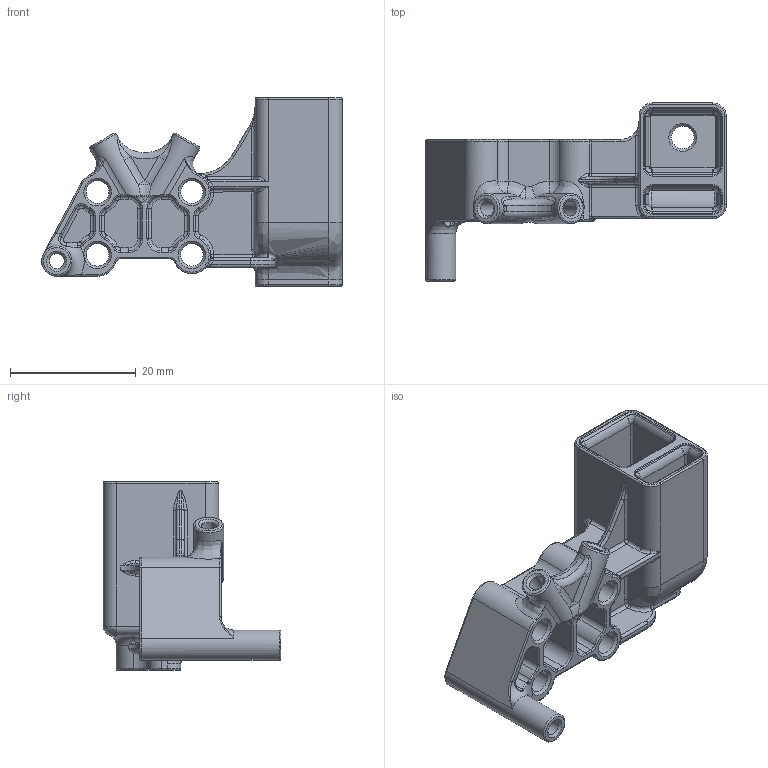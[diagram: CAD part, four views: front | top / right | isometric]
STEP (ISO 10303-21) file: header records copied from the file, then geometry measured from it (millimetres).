
FILE_DESCRIPTION(/* description */ (''),/* implementation_level */ '2;1');
FILE_NAME(/* name */ 'MP_DooKi3_SLM_Z_MGN9C_Rear_V4.step',/* time_stamp */ '2024-09-06T13:30:51-04:00',/* author */ (''),/* organization */ (''),/* preprocessor_version */ 'ST-DEVELOPER v20',/* originating_system */ 'Autodesk Translation Framework v13.14.0.145',/* authorisation */ '');
FILE_SCHEMA (('AUTOMOTIVE_DESIGN { 1 0 10303 214 3 1 1 }'));
Length unit declared in the file: millimetre
Products named in the file (1): MP_DooKi3_SLM_Z_MGN9C_Rear_V4
Bounding box: 47.85 x 28.29 x 30 mm (x, y, z)
Volume: 6675.8 mm3; surface area: 7931 mm2
Topology: 1 solids, 1 shells, 699 faces, 1650 edges, 935 vertices
Faces by surface type: cylinder 237, bspline 183, torus 147, plane 90, cone 26, sphere 16
Full cylindrical faces by diameter (mm): 2.4 x3, 3.6 x5, 4.8 x3
Entity records: 25673 total; most frequent: CARTESIAN_POINT 10263, ORIENTED_EDGE 3262, DIRECTION 3247, EDGE_CURVE 1631, AXIS2_PLACEMENT_3D 1390, VERTEX_POINT 935, CIRCLE 856, EDGE_LOOP 718
